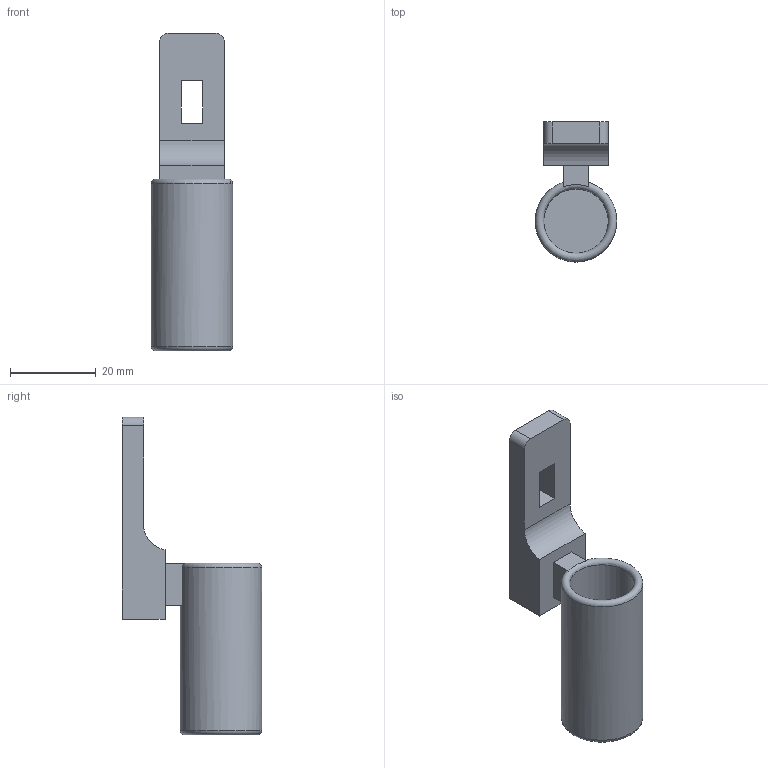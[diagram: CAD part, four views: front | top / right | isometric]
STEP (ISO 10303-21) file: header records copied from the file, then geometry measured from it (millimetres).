
FILE_DESCRIPTION(/* description */ ('STEP AP242','CAx-IF Rec.Pracs.---Representation and Presentation of Product Manufacturing Information (PMI)---4.0---2014-10-13','CAx-IF Rec.Pracs.---3D Tessellated Geometry---0.4---2014-09-14','2;1'),/* implementation_level */ '2;1');
FILE_NAME(/* name */ 'Straight Cylinder Holder Assembly',/* time_stamp */ '2024-04-15T20:14:33Z',/* author */ (''),/* organization */ (''),/* preprocessor_version */ 'ST-DEVELOPER v20',/* originating_system */ ' ',/* authorisation */ ' ');
FILE_SCHEMA (('AP242_MANAGED_MODEL_BASED_3D_ENGINEERING_MIM_LF { 1 0 10303 442 1 1 4 }'));
Length unit declared in the file: metre
Products named in the file (3): Straight Cylinder Holder Assembly; Straight cyclinder holder; Connector Bridge
Assembly tree (2 placements, depth 2):
  Straight Cylinder Holder Assembly
    Straight cyclinder holder
    Connector Bridge
Bounding box: 19 x 32.51 x 73.96 mm (x, y, z)
Volume: 9149.2 mm3; surface area: 7253.5 mm2
Topology: 2 solids, 2 shells, 29 faces, 72 edges, 47 vertices
Faces by surface type: plane 22, cylinder 5, torus 2
Full cylindrical faces by diameter (mm): 15 x1, 19 x1
Entity records: 902 total; most frequent: CARTESIAN_POINT 153, DIRECTION 142, ORIENTED_EDGE 134, EDGE_CURVE 67, LINE 52, VECTOR 52, VERTEX_POINT 46, AXIS2_PLACEMENT_3D 45
